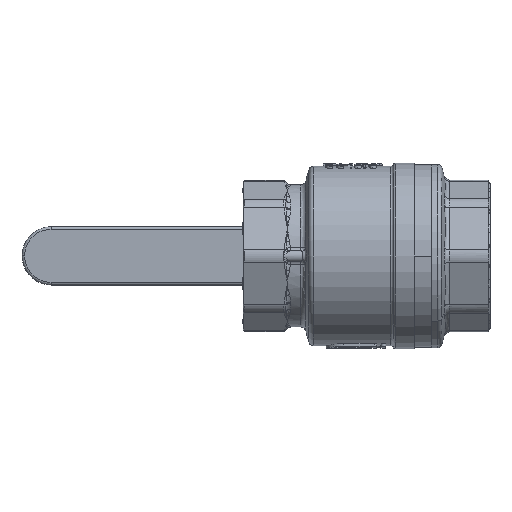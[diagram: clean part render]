
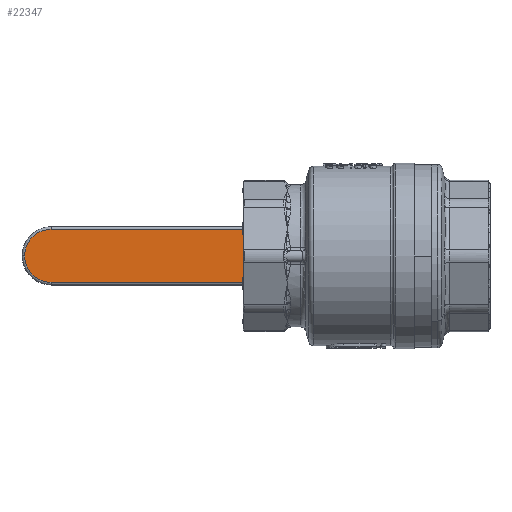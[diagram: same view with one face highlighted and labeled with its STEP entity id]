
A CAD part, front view. The second image highlights one B-rep face of the part: STEP entity #22347.
In plain terms, the highlighted planar face has unit normal (0, -1, 0).
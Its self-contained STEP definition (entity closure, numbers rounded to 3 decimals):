
#4839 = CARTESIAN_POINT ( 'NONE',  ( -119., 62.61, 0.05 ) ) ;
#4917 = CIRCLE ( 'NONE', #4987, 10. ) ;
#4978 = DIRECTION ( 'NONE',  ( 1., 0., 0. ) ) ;
#4979 = DIRECTION ( 'NONE',  ( 0., -1., 0. ) ) ;
#4982 = CARTESIAN_POINT ( 'NONE',  ( -129., 62.61, 0.05 ) ) ;
#4987 = AXIS2_PLACEMENT_3D ( 'NONE', #4839, #4979, #4978 ) ;
#5047 = DIRECTION ( 'NONE',  ( 1., 0., 0. ) ) ;
#5048 = DIRECTION ( 'NONE',  ( 0., -1., 0. ) ) ;
#5050 = CARTESIAN_POINT ( 'NONE',  ( -119., 62.61, 0.05 ) ) ;
#5051 = AXIS2_PLACEMENT_3D ( 'NONE', #5050, #5048, #5047 ) ;
#5053 = CIRCLE ( 'NONE', #5051, 10. ) ;
#5120 = CARTESIAN_POINT ( 'NONE',  ( -119., 62.61, 10.05 ) ) ;
#5125 = CARTESIAN_POINT ( 'NONE',  ( -119., 62.61, -9.95 ) ) ;
#5158 = DIRECTION ( 'NONE',  ( 1., 0., 0. ) ) ;
#5159 = VECTOR ( 'NONE', #5158, 1000. ) ;
#5161 = CARTESIAN_POINT ( 'NONE',  ( -30.778, 62.61, -9.95 ) ) ;
#5172 = LINE ( 'NONE', #5161, #5159 ) ;
#5178 = CARTESIAN_POINT ( 'NONE',  ( -30.778, 62.61, -9.95 ) ) ;
#5331 = CARTESIAN_POINT ( 'NONE',  ( -30.778, 62.61, 10.05 ) ) ;
#5334 = LINE ( 'NONE', #5350, #5458 ) ;
#5335 = DIRECTION ( 'NONE',  ( 1., 0., 0. ) ) ;
#5336 = DIRECTION ( 'NONE',  ( 0., 1., 0. ) ) ;
#5338 = CARTESIAN_POINT ( 'NONE',  ( -30.571, 62.61, -10.95 ) ) ;
#5345 = AXIS2_PLACEMENT_3D ( 'NONE', #5338, #5336, #5335 ) ;
#5346 = DIRECTION ( 'NONE',  ( -1., 0., 0. ) ) ;
#5348 = VECTOR ( 'NONE', #5346, 1000. ) ;
#5350 = CARTESIAN_POINT ( 'NONE',  ( -30.778, 62.61, 11.05 ) ) ;
#5359 = CARTESIAN_POINT ( 'NONE',  ( -30.571, 62.61, 10.05 ) ) ;
#5360 = LINE ( 'NONE', #5359, #5348 ) ;
#5364 = FACE_OUTER_BOUND ( 'NONE', #22290, .T. ) ;
#5384 = PLANE ( 'NONE',  #5345 ) ;
#5457 = DIRECTION ( 'NONE',  ( 0., 0., 1. ) ) ;
#5458 = VECTOR ( 'NONE', #5457, 1000. ) ;
#22221 = EDGE_CURVE ( 'NONE', #22230, #22251, #4917, .T. ) ;
#22230 = VERTEX_POINT ( 'NONE', #4982 ) ;
#22237 = EDGE_CURVE ( 'NONE', #22250, #22230, #5053, .T. ) ;
#22250 = VERTEX_POINT ( 'NONE', #5120 ) ;
#22251 = VERTEX_POINT ( 'NONE', #5125 ) ;
#22275 = VERTEX_POINT ( 'NONE', #5178 ) ;
#22277 = EDGE_CURVE ( 'NONE', #22251, #22275, #5172, .T. ) ;
#22290 = EDGE_LOOP ( 'NONE', ( #22345, #22348, #22353, #22346, #22355 ) ) ;
#22323 = VERTEX_POINT ( 'NONE', #5331 ) ;
#22344 = EDGE_CURVE ( 'NONE', #22323, #22250, #5360, .T. ) ;
#22345 = ORIENTED_EDGE ( 'NONE', *, *, #22350, .T. ) ;
#22346 = ORIENTED_EDGE ( 'NONE', *, *, #22221, .T. ) ;
#22347 = ADVANCED_FACE ( 'NONE', ( #5364 ), #5384, .F. ) ;
#22348 = ORIENTED_EDGE ( 'NONE', *, *, #22344, .T. ) ;
#22350 = EDGE_CURVE ( 'NONE', #22275, #22323, #5334, .T. ) ;
#22353 = ORIENTED_EDGE ( 'NONE', *, *, #22237, .T. ) ;
#22355 = ORIENTED_EDGE ( 'NONE', *, *, #22277, .T. ) ;
